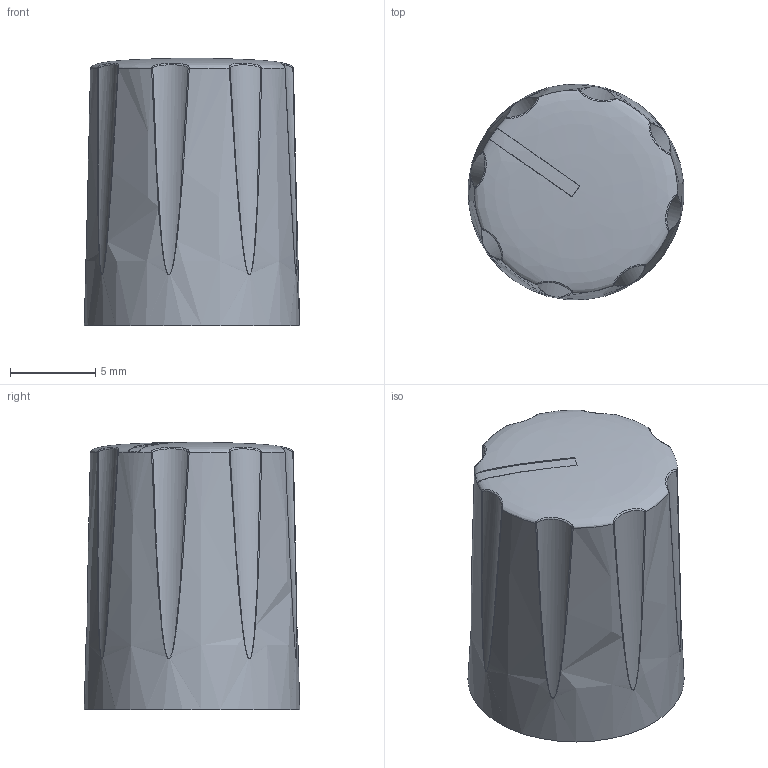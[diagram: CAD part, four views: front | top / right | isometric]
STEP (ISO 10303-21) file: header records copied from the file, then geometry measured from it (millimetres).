
FILE_DESCRIPTION(/* description */ ('Davies 1900h knob (pink). License: CC BY-SA 4.0.'),/* implementation_level */ '2;1');
FILE_NAME(/* name */ 'BadPixel.3dshapes/Davies_1900h_pi.step',/* time_stamp */ '2021-02-08T23:37:54+01:00',/* author */ ('HSBallina'),/* organization */ ('Bad Pixel'),/* preprocessor_version */ 'ST-DEVELOPER v18.1',/* originating_system */ 'Autodesk Translation Framework v9.7.1.1290',/* authorisation */ '');
FILE_SCHEMA (('AUTOMOTIVE_DESIGN { 1 0 10303 214 3 1 1 }'));
Length unit declared in the file: millimetre
Products named in the file (1): Davies 1900h knob
Bounding box: 12.65 x 12.65 x 15.7 mm (x, y, z)
Volume: 1099.9 mm3; surface area: 1862 mm2
Topology: 1 solids, 1 shells, 37 faces, 88 edges, 53 vertices
Faces by surface type: bspline 20, cylinder 10, plane 5, cone 2
Full cylindrical faces by diameter (mm): 6 x1, 7.9 x1
Entity records: 4665 total; most frequent: CARTESIAN_POINT 3913, ORIENTED_EDGE 172, DIRECTION 103, EDGE_CURVE 86, VERTEX_POINT 53, AXIS2_PLACEMENT_3D 48, B_SPLINE_CURVE_WITH_KNOTS 46, EDGE_LOOP 39
